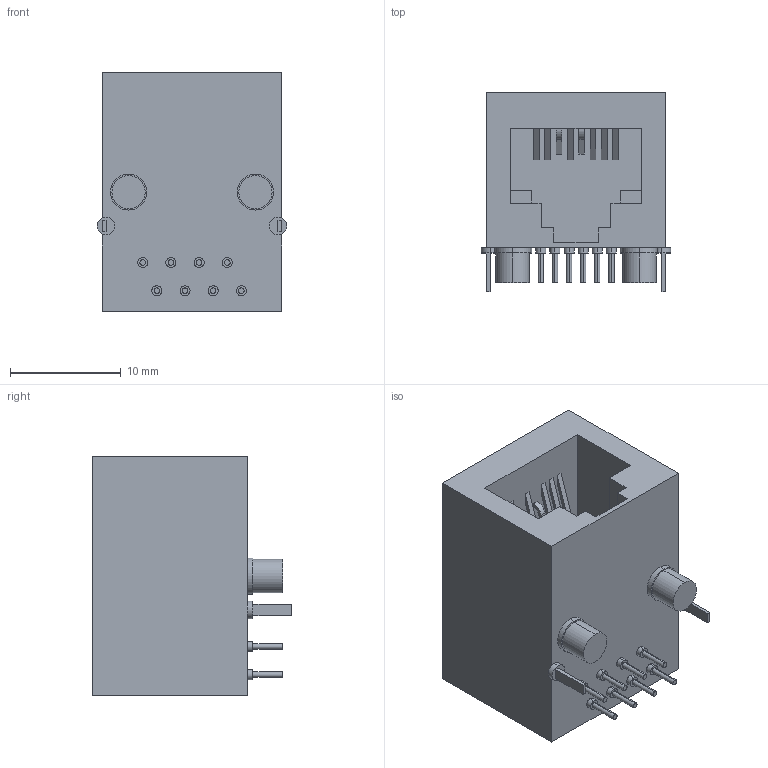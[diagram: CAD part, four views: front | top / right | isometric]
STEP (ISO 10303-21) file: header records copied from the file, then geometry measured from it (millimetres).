
FILE_DESCRIPTION(('SolidDesigner STEP Export'),'2;1');
FILE_NAME('1688586.stp','2015-04-21T 8:06:15',(''),(''),'Creo Elements/Direct Modeling STEP processor for AP214 (Solid Model)','Creo Elements/Direct Modeling 18.1B 29-Sep-2012 (C) Parametric Technology GmbH','');
FILE_SCHEMA(('AUTOMOTIVE_DESIGN { 1 0 10303 214 1 1 1 1 }'));
Length unit declared in the file: millimetre
Products named in the file (2): 1688586
Assembly tree (1 placements, depth 2):
  1688586
    1688586
Bounding box: 17.06 x 17.97 x 21.59 mm (x, y, z)
Volume: 3795.8 mm3; surface area: 2492.4 mm2
Topology: 1 solids, 1 shells, 141 faces, 344 edges, 228 vertices
Faces by surface type: plane 93, cylinder 48
Entity records: 5121 total; most frequent: ORIENTED_EDGE 688, CARTESIAN_POINT 669, DIRECTION 638, EDGE_CURVE 344, VECTOR 244, LINE 244, VERTEX_POINT 228, AXIS2_PLACEMENT_3D 197
